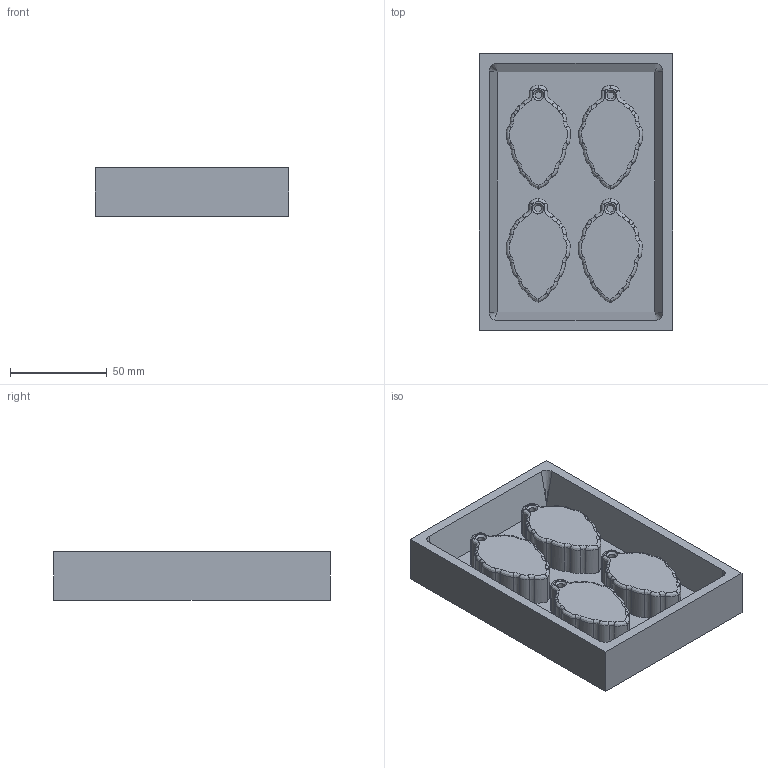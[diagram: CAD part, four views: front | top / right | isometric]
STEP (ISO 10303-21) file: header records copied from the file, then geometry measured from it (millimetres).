
FILE_DESCRIPTION(/* description */ (''),/* implementation_level */ '2;1');
FILE_NAME(/* name */ 'Pine cone mold v4.step',/* time_stamp */ '2023-05-22T15:26:01+03:00',/* author */ (''),/* organization */ (''),/* preprocessor_version */ 'ST-DEVELOPER v19.2',/* originating_system */ 'Autodesk Translation Framework v12.4.0.73',/* authorisation */ '');
FILE_SCHEMA (('AUTOMOTIVE_DESIGN { 1 0 10303 214 3 1 1 }'));
Length unit declared in the file: millimetre
Products named in the file (3): Pine cone mold; Component3; Component1
Assembly tree (5 placements, depth 2):
  Pine cone mold
    Component1  x4
    Component3
Bounding box: 100 x 143 x 25 mm (x, y, z)
Volume: 212615.4 mm3; surface area: 66140.6 mm2
Topology: 5 solids, 5 shells, 255 faces, 620 edges, 372 vertices
Faces by surface type: bspline 224, plane 19, cone 8, cylinder 4
Full cylindrical faces by diameter (mm): 3.6 x4
Entity records: 8463 total; most frequent: CARTESIAN_POINT 7015, ORIENTED_EDGE 362, EDGE_CURVE 181, DIRECTION 154, VERTEX_POINT 111, B_SPLINE_CURVE_WITH_KNOTS 96, EDGE_LOOP 78, FACE_OUTER_BOUND 75
